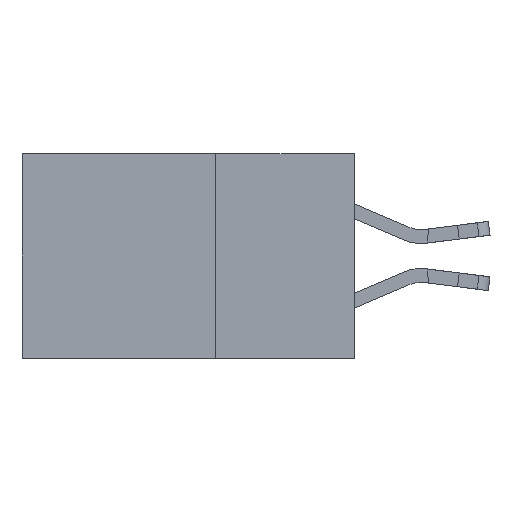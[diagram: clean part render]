
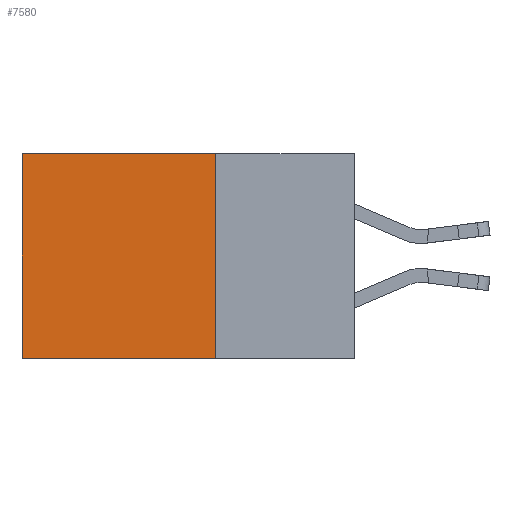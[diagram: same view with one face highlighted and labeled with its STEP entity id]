
A CAD part, left-side view. The second image highlights one B-rep face of the part: STEP entity #7580.
In plain terms, the highlighted planar face has unit normal (-1, 0, 0).
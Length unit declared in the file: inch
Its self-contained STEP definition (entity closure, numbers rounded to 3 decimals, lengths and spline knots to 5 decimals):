
#271 = ORIENTED_EDGE ( 'NONE', *, *, #25502, .F. ) ;
#517 = VERTEX_POINT ( 'NONE', #4417 ) ;
#1190 = LINE ( 'NONE', #27131, #6266 ) ;
#1195 = EDGE_CURVE ( 'NONE', #9711, #7697, #27253, .T. ) ;
#3014 = DIRECTION ( 'NONE',  ( 0., 1., 0. ) ) ;
#4417 = CARTESIAN_POINT ( 'NONE',  ( 0.298, 0.6, -0.37 ) ) ;
#5591 = ORIENTED_EDGE ( 'NONE', *, *, #1195, .T. ) ;
#6266 = VECTOR ( 'NONE', #10058, 39.37008 ) ;
#6404 = ORIENTED_EDGE ( 'NONE', *, *, #27387, .F. ) ;
#7123 = AXIS2_PLACEMENT_3D ( 'NONE', #17488, #17076, #16893 ) ;
#7544 = CARTESIAN_POINT ( 'NONE',  ( 0.298, 0.25, 0. ) ) ;
#7580 = ADVANCED_FACE ( 'NONE', ( #12394 ), #17394, .F. ) ;
#7697 = VERTEX_POINT ( 'NONE', #21309 ) ;
#8428 = ORIENTED_EDGE ( 'NONE', *, *, #18656, .T. ) ;
#8924 = DIRECTION ( 'NONE',  ( 0., 1., 0. ) ) ;
#9035 = LINE ( 'NONE', #15850, #14701 ) ;
#9711 = VERTEX_POINT ( 'NONE', #25658 ) ;
#10058 = DIRECTION ( 'NONE',  ( 0., 0., -1. ) ) ;
#12394 = FACE_OUTER_BOUND ( 'NONE', #27658, .T. ) ;
#13829 = CARTESIAN_POINT ( 'NONE',  ( 0.298, 0.6, 0. ) ) ;
#14701 = VECTOR ( 'NONE', #3014, 39.37008 ) ;
#15850 = CARTESIAN_POINT ( 'NONE',  ( 0.298, 0.25, -0.37 ) ) ;
#15980 = DIRECTION ( 'NONE',  ( 0., 0., -1. ) ) ;
#16893 = DIRECTION ( 'NONE',  ( 0., 0., -1. ) ) ;
#17076 = DIRECTION ( 'NONE',  ( 1., 0., 0. ) ) ;
#17394 = PLANE ( 'NONE',  #7123 ) ;
#17488 = CARTESIAN_POINT ( 'NONE',  ( 0.298, 0.25, 0. ) ) ;
#17955 = CARTESIAN_POINT ( 'NONE',  ( 0.298, 0.25, -0.37 ) ) ;
#18656 = EDGE_CURVE ( 'NONE', #7697, #517, #21354, .T. ) ;
#21309 = CARTESIAN_POINT ( 'NONE',  ( 0.298, 0.6, 0. ) ) ;
#21354 = LINE ( 'NONE', #13829, #26357 ) ;
#25502 = EDGE_CURVE ( 'NONE', #9711, #27377, #1190, .T. ) ;
#25658 = CARTESIAN_POINT ( 'NONE',  ( 0.298, 0.25, 0. ) ) ;
#26357 = VECTOR ( 'NONE', #15980, 39.37008 ) ;
#26609 = VECTOR ( 'NONE', #8924, 39.37008 ) ;
#27131 = CARTESIAN_POINT ( 'NONE',  ( 0.298, 0.25, 0. ) ) ;
#27253 = LINE ( 'NONE', #7544, #26609 ) ;
#27377 = VERTEX_POINT ( 'NONE', #17955 ) ;
#27387 = EDGE_CURVE ( 'NONE', #27377, #517, #9035, .T. ) ;
#27658 = EDGE_LOOP ( 'NONE', ( #8428, #6404, #271, #5591 ) ) ;
